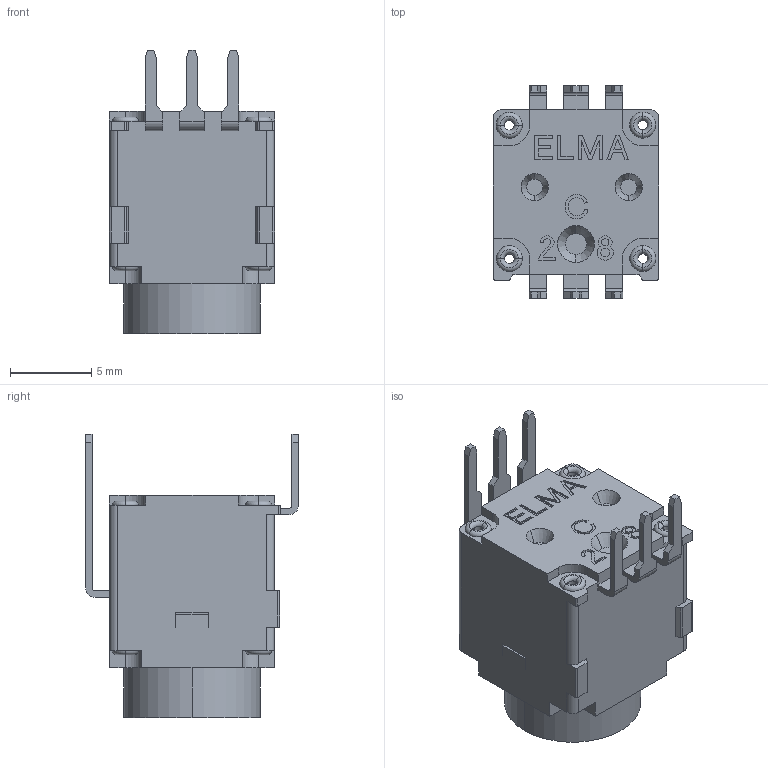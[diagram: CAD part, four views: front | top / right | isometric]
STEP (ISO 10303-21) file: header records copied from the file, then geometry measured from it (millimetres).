
FILE_DESCRIPTION(('CoCreate Modeling STEP Export'),'2;1');
FILE_NAME('Dummy_07-5XXX.stp','2013-03-15T21:47:42',(''),(''),'CoCreate Modeling STEP processor for AP214 (Solid Model)','CoCreate Modeling 16.00D 29-May-2009 (C) Parametric Technology GmbH','');
FILE_SCHEMA(('AUTOMOTIVE_DESIGN { 1 0 10303 214 1 1 1 1 }'));
Length unit declared in the file: millimetre
Products named in the file (2): Dummy_07-5XXX
Assembly tree (1 placements, depth 2):
  Dummy_07-5XXX
    Dummy_07-5XXX
Bounding box: 10.16 x 13.1 x 17.42 mm (x, y, z)
Volume: 1235.4 mm3; surface area: 1205.6 mm2
Topology: 1 solids, 9 shells, 886 faces, 2445 edges, 1618 vertices
Faces by surface type: plane 530, cylinder 250, torus 64, cone 30, extrusion 12
Entity records: 27032 total; most frequent: CARTESIAN_POINT 5536, ORIENTED_EDGE 4890, DIRECTION 3878, EDGE_CURVE 2445, VECTOR 1678, LINE 1666, VERTEX_POINT 1618, AXIS2_PLACEMENT_3D 1100
